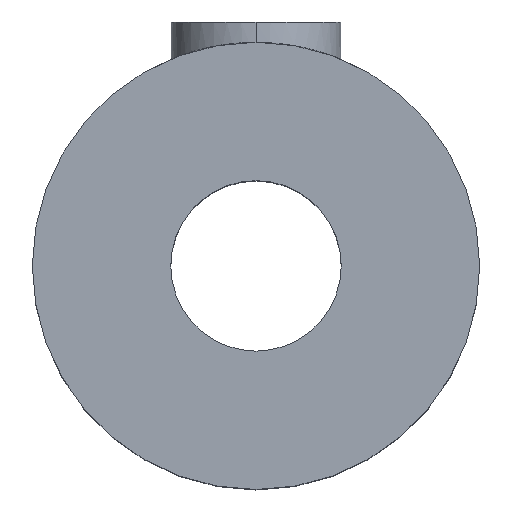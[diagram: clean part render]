
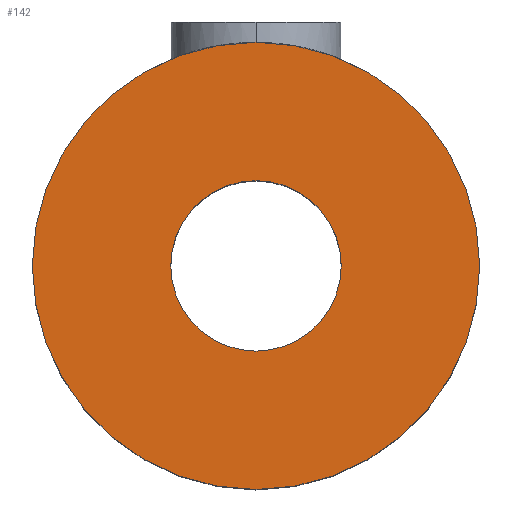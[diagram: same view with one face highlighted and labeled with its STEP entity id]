
A CAD part, top view. The second image highlights one B-rep face of the part: STEP entity #142.
In plain terms, the highlighted planar face has unit normal (0, 0, 1).
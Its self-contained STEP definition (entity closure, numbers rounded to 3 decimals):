
#34 = DIRECTION ( 'NONE',  ( 1., 0., 0. ) ) ;
#41 = CARTESIAN_POINT ( 'NONE',  ( 0., 0., 3.302 ) ) ;
#42 = CIRCLE ( 'NONE', #178, 2.096 ) ;
#95 = AXIS2_PLACEMENT_3D ( 'NONE', #868, #1037, #957 ) ;
#104 = CARTESIAN_POINT ( 'NONE',  ( 0., 0., 3.302 ) ) ;
#134 = CARTESIAN_POINT ( 'NONE',  ( -5.5, 0., 3.302 ) ) ;
#142 = ADVANCED_FACE ( 'NONE', ( #296, #696 ), #278, .T. ) ;
#160 = DIRECTION ( 'NONE',  ( 1., 0., 0. ) ) ;
#178 = AXIS2_PLACEMENT_3D ( 'NONE', #41, #365, #34 ) ;
#223 = EDGE_CURVE ( 'NONE', #1035, #405, #381, .T. ) ;
#228 = DIRECTION ( 'NONE',  ( 0., 0., 1. ) ) ;
#264 = CARTESIAN_POINT ( 'NONE',  ( 5.5, 0., 3.302 ) ) ;
#267 = VERTEX_POINT ( 'NONE', #134 ) ;
#278 = PLANE ( 'NONE',  #95 ) ;
#296 = FACE_BOUND ( 'NONE', #579, .T. ) ;
#317 = EDGE_CURVE ( 'NONE', #408, #267, #595, .T. ) ;
#346 = DIRECTION ( 'NONE',  ( 0., 0., 1. ) ) ;
#365 = DIRECTION ( 'NONE',  ( 0., 0., 1. ) ) ;
#381 = CIRCLE ( 'NONE', #693, 2.096 ) ;
#405 = VERTEX_POINT ( 'NONE', #864 ) ;
#408 = VERTEX_POINT ( 'NONE', #264 ) ;
#418 = AXIS2_PLACEMENT_3D ( 'NONE', #914, #228, #160 ) ;
#501 = EDGE_CURVE ( 'NONE', #267, #408, #766, .T. ) ;
#513 = CARTESIAN_POINT ( 'NONE',  ( -2.096, 0., 3.302 ) ) ;
#579 = EDGE_LOOP ( 'NONE', ( #835, #773 ) ) ;
#584 = ORIENTED_EDGE ( 'NONE', *, *, #317, .T. ) ;
#595 = CIRCLE ( 'NONE', #732, 5.5 ) ;
#602 = EDGE_CURVE ( 'NONE', #405, #1035, #42, .T. ) ;
#623 = ORIENTED_EDGE ( 'NONE', *, *, #501, .T. ) ;
#675 = DIRECTION ( 'NONE',  ( 0., 0., 1. ) ) ;
#693 = AXIS2_PLACEMENT_3D ( 'NONE', #814, #675, #848 ) ;
#696 = FACE_OUTER_BOUND ( 'NONE', #709, .T. ) ;
#709 = EDGE_LOOP ( 'NONE', ( #623, #584 ) ) ;
#732 = AXIS2_PLACEMENT_3D ( 'NONE', #104, #346, #776 ) ;
#766 = CIRCLE ( 'NONE', #418, 5.5 ) ;
#773 = ORIENTED_EDGE ( 'NONE', *, *, #223, .F. ) ;
#776 = DIRECTION ( 'NONE',  ( 1., 0., 0. ) ) ;
#814 = CARTESIAN_POINT ( 'NONE',  ( 0., 0., 3.302 ) ) ;
#835 = ORIENTED_EDGE ( 'NONE', *, *, #602, .F. ) ;
#848 = DIRECTION ( 'NONE',  ( 1., 0., 0. ) ) ;
#864 = CARTESIAN_POINT ( 'NONE',  ( 2.096, 0., 3.302 ) ) ;
#868 = CARTESIAN_POINT ( 'NONE',  ( 0., 0., 3.302 ) ) ;
#914 = CARTESIAN_POINT ( 'NONE',  ( 0., 0., 3.302 ) ) ;
#957 = DIRECTION ( 'NONE',  ( 1., 0., 0. ) ) ;
#1035 = VERTEX_POINT ( 'NONE', #513 ) ;
#1037 = DIRECTION ( 'NONE',  ( 0., 0., 1. ) ) ;
